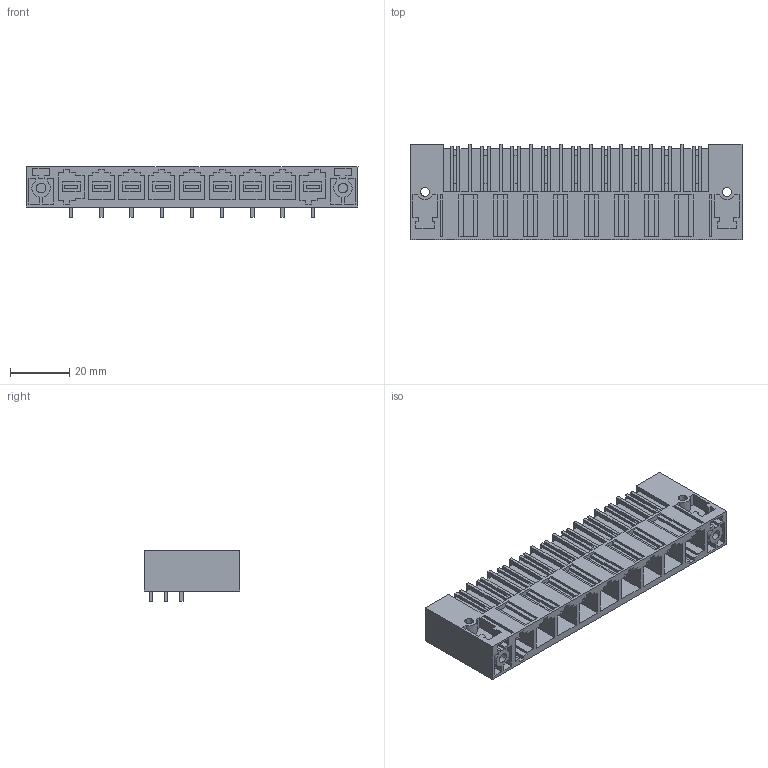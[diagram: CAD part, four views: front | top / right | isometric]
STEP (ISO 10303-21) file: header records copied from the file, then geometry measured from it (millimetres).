
FILE_DESCRIPTION(('CATIA V5 STEP Exchange','CAx-IF Rec.Pracs.--- Model Styling and Organization---1.2---2011-12-15'),'2;1');
FILE_NAME ('D1456683_0_1813640000_1813640000.stp','2018-03-07T10:05:34+00:00',('none'),('Weidmueller'),'CATIA Version 5-6 Release 2014','CATIA V5 STEP AP214','none');
FILE_SCHEMA(('AUTOMOTIVE_DESIGN { 1 0 10303 214 1 1 1 1 }'));
Length unit declared in the file: millimetre
Products named in the file (1): 1813640000
Bounding box: 111.76 x 32 x 17.1 mm (x, y, z)
Volume: 27536 mm3; surface area: 30958.4 mm2
Topology: 10 solids, 10 shells, 1114 faces, 3233 edges, 2178 vertices
Faces by surface type: plane 1036, cylinder 78
Entity records: 34913 total; most frequent: ORIENTED_EDGE 6466, CARTESIAN_POINT 6131, DIRECTION 4603, EDGE_CURVE 3233, VECTOR 3065, LINE 3065, VERTEX_POINT 2178, EDGE_LOOP 1191
